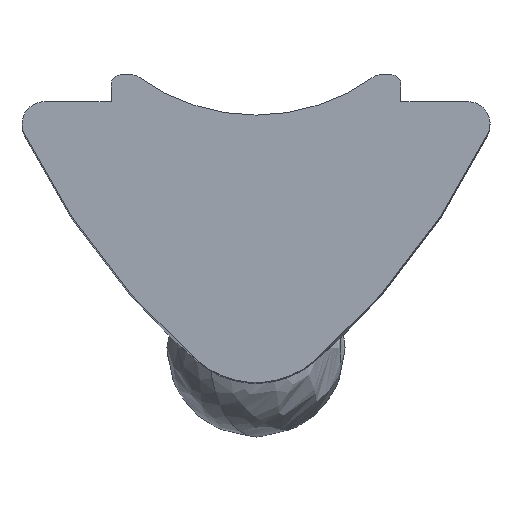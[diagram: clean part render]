
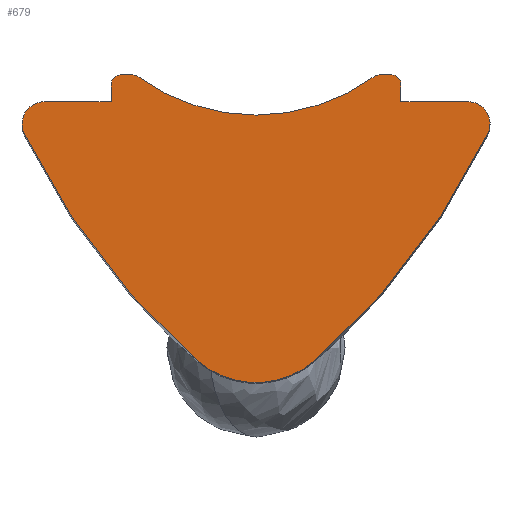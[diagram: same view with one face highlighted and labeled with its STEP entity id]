
A CAD part, top view. The second image highlights one B-rep face of the part: STEP entity #679.
In plain terms, the highlighted planar face has unit normal (0, 0, 1).
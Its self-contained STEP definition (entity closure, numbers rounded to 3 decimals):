
#8 = ORIENTED_EDGE ( 'NONE', *, *, #1891, .T. ) ;
#47 = VERTEX_POINT ( 'NONE', #692 ) ;
#139 = VERTEX_POINT ( 'NONE', #705 ) ;
#140 = EDGE_LOOP ( 'NONE', ( #954, #1044, #359, #904, #8, #677, #2557, #2044, #1171, #425, #934, #400, #465, #2458, #464, #511, #503 ) ) ;
#206 = DIRECTION ( 'NONE',  ( -1., 0., 0. ) ) ;
#263 = DIRECTION ( 'NONE',  ( -1., 0., 0. ) ) ;
#270 = CIRCLE ( 'NONE', #1073, 2. ) ;
#273 = DIRECTION ( 'NONE',  ( 0., 0., -1. ) ) ;
#312 = CARTESIAN_POINT ( 'NONE',  ( -2.766, 0.4, 8.5 ) ) ;
#359 = ORIENTED_EDGE ( 'NONE', *, *, #1870, .T. ) ;
#364 = VERTEX_POINT ( 'NONE', #2733 ) ;
#365 = VERTEX_POINT ( 'NONE', #2053 ) ;
#373 = CARTESIAN_POINT ( 'NONE',  ( 3.05, 0.6, 8.5 ) ) ;
#400 = ORIENTED_EDGE ( 'NONE', *, *, #1966, .T. ) ;
#403 = AXIS2_PLACEMENT_3D ( 'NONE', #1241, #1238, #1237 ) ;
#415 = VERTEX_POINT ( 'NONE', #373 ) ;
#425 = ORIENTED_EDGE ( 'NONE', *, *, #1922, .T. ) ;
#428 = VERTEX_POINT ( 'NONE', #689 ) ;
#430 = CIRCLE ( 'NONE', #1072, 16. ) ;
#439 = CARTESIAN_POINT ( 'NONE',  ( -5.25, -0.5, 8.5 ) ) ;
#457 = VERTEX_POINT ( 'NONE', #2374 ) ;
#464 = ORIENTED_EDGE ( 'NONE', *, *, #2442, .F. ) ;
#465 = ORIENTED_EDGE ( 'NONE', *, *, #1821, .T. ) ;
#470 = FACE_OUTER_BOUND ( 'NONE', #140, .T. ) ;
#489 = DIRECTION ( 'NONE',  ( -1., 0., 0. ) ) ;
#495 = DIRECTION ( 'NONE',  ( -1., 0., 0. ) ) ;
#503 = ORIENTED_EDGE ( 'NONE', *, *, #1875, .F. ) ;
#508 = CARTESIAN_POINT ( 'NONE',  ( 4.75, 0., 8.5 ) ) ;
#511 = ORIENTED_EDGE ( 'NONE', *, *, #916, .T. ) ;
#596 = CARTESIAN_POINT ( 'NONE',  ( 3.25, 0., 8.5 ) ) ;
#655 = VERTEX_POINT ( 'NONE', #1320 ) ;
#657 = VECTOR ( 'NONE', #2407, 1000. ) ;
#658 = DIRECTION ( 'NONE',  ( 0., 1., 0. ) ) ;
#677 = ORIENTED_EDGE ( 'NONE', *, *, #1749, .T. ) ;
#679 = ADVANCED_FACE ( 'NONE', ( #470 ), #1268, .T. ) ;
#689 = CARTESIAN_POINT ( 'NONE',  ( 1.315, -5.807, 8.5 ) ) ;
#692 = CARTESIAN_POINT ( 'NONE',  ( 3.25, 0.4, 8.5 ) ) ;
#705 = CARTESIAN_POINT ( 'NONE',  ( -3.25, 0., 8.5 ) ) ;
#752 = CARTESIAN_POINT ( 'NONE',  ( -4.75, 0., 8.5 ) ) ;
#756 = CIRCLE ( 'NONE', #1096, 0.5 ) ;
#822 = CIRCLE ( 'NONE', #1097, 0.2 ) ;
#830 = VECTOR ( 'NONE', #1978, 1000. ) ;
#847 = DIRECTION ( 'NONE',  ( 0., 0., -1. ) ) ;
#874 = LINE ( 'NONE', #2431, #657 ) ;
#899 = VERTEX_POINT ( 'NONE', #2405 ) ;
#904 = ORIENTED_EDGE ( 'NONE', *, *, #1761, .F. ) ;
#916 = EDGE_CURVE ( 'NONE', #415, #655, #2255, .T. ) ;
#923 = VERTEX_POINT ( 'NONE', #2389 ) ;
#934 = ORIENTED_EDGE ( 'NONE', *, *, #1961, .F. ) ;
#954 = ORIENTED_EDGE ( 'NONE', *, *, #1853, .T. ) ;
#980 = AXIS2_PLACEMENT_3D ( 'NONE', #1169, #847, #206 ) ;
#985 = LINE ( 'NONE', #1894, #830 ) ;
#995 = AXIS2_PLACEMENT_3D ( 'NONE', #2568, #2558, #2179 ) ;
#1020 = CIRCLE ( 'NONE', #1103, 4.5 ) ;
#1024 = AXIS2_PLACEMENT_3D ( 'NONE', #1071, #2721, #2571 ) ;
#1044 = ORIENTED_EDGE ( 'NONE', *, *, #1840, .F. ) ;
#1071 = CARTESIAN_POINT ( 'NONE',  ( -9.203, 6.25, 8.5 ) ) ;
#1072 = AXIS2_PLACEMENT_3D ( 'NONE', #1597, #1593, #1578 ) ;
#1073 = AXIS2_PLACEMENT_3D ( 'NONE', #1660, #1651, #1649 ) ;
#1096 = AXIS2_PLACEMENT_3D ( 'NONE', #2368, #2358, #2331 ) ;
#1097 = AXIS2_PLACEMENT_3D ( 'NONE', #2768, #2759, #2753 ) ;
#1103 = AXIS2_PLACEMENT_3D ( 'NONE', #2007, #1794, #1988 ) ;
#1113 = AXIS2_PLACEMENT_3D ( 'NONE', #312, #273, #263 ) ;
#1169 = CARTESIAN_POINT ( 'NONE',  ( 3.05, 0.4, 8.5 ) ) ;
#1171 = ORIENTED_EDGE ( 'NONE', *, *, #1924, .T. ) ;
#1175 = CIRCLE ( 'NONE', #1113, 0.2 ) ;
#1192 = AXIS2_PLACEMENT_3D ( 'NONE', #2285, #2281, #2277 ) ;
#1237 = DIRECTION ( 'NONE',  ( 1., 0., 0. ) ) ;
#1238 = DIRECTION ( 'NONE',  ( 0., 0., 1. ) ) ;
#1239 = VECTOR ( 'NONE', #495, 1000. ) ;
#1241 = CARTESIAN_POINT ( 'NONE',  ( -4.75, -0.5, 8.5 ) ) ;
#1242 = VERTEX_POINT ( 'NONE', #2310 ) ;
#1268 = PLANE ( 'NONE',  #403 ) ;
#1298 = AXIS2_PLACEMENT_3D ( 'NONE', #1539, #1533, #1531 ) ;
#1320 = CARTESIAN_POINT ( 'NONE',  ( 2.766, 0.6, 8.5 ) ) ;
#1357 = VECTOR ( 'NONE', #658, 1000. ) ;
#1386 = EDGE_CURVE ( 'NONE', #364, #2302, #2241, .T. ) ;
#1418 = CIRCLE ( 'NONE', #1024, 16. ) ;
#1426 = LINE ( 'NONE', #596, #1357 ) ;
#1451 = CIRCLE ( 'NONE', #995, 0.5 ) ;
#1531 = DIRECTION ( 'NONE',  ( -1., 0., 0. ) ) ;
#1533 = DIRECTION ( 'NONE',  ( 0., 0., -1. ) ) ;
#1539 = CARTESIAN_POINT ( 'NONE',  ( -3.05, 0.4, 8.5 ) ) ;
#1578 = DIRECTION ( 'NONE',  ( -1., 0., 0. ) ) ;
#1593 = DIRECTION ( 'NONE',  ( 0., 0., 1. ) ) ;
#1597 = CARTESIAN_POINT ( 'NONE',  ( 9.203, 6.25, 8.5 ) ) ;
#1632 = CARTESIAN_POINT ( 'NONE',  ( 4.75, 0., 8.5 ) ) ;
#1649 = DIRECTION ( 'NONE',  ( -1., 0., 0. ) ) ;
#1651 = DIRECTION ( 'NONE',  ( 0., 0., 1. ) ) ;
#1660 = CARTESIAN_POINT ( 'NONE',  ( 0., -4.3, 8.5 ) ) ;
#1669 = CARTESIAN_POINT ( 'NONE',  ( 2.648, 0.562, 8.5 ) ) ;
#1703 = LINE ( 'NONE', #508, #1239 ) ;
#1736 = VERTEX_POINT ( 'NONE', #1834 ) ;
#1745 = CIRCLE ( 'NONE', #980, 0.2 ) ;
#1749 = EDGE_CURVE ( 'NONE', #139, #2562, #1795, .T. ) ;
#1754 = VECTOR ( 'NONE', #1818, 1000. ) ;
#1761 = EDGE_CURVE ( 'NONE', #2341, #457, #1786, .T. ) ;
#1786 = CIRCLE ( 'NONE', #1298, 0.2 ) ;
#1794 = DIRECTION ( 'NONE',  ( 0., 0., -1. ) ) ;
#1795 = LINE ( 'NONE', #1835, #1754 ) ;
#1811 = EDGE_CURVE ( 'NONE', #923, #47, #1426, .T. ) ;
#1818 = DIRECTION ( 'NONE',  ( -1., 0., 0. ) ) ;
#1821 = EDGE_CURVE ( 'NONE', #2017, #923, #1703, .T. ) ;
#1834 = CARTESIAN_POINT ( 'NONE',  ( -2.766, 0.6, 8.5 ) ) ;
#1835 = CARTESIAN_POINT ( 'NONE',  ( -3.25, 0., 8.5 ) ) ;
#1840 = EDGE_CURVE ( 'NONE', #1736, #1242, #1175, .T. ) ;
#1853 = EDGE_CURVE ( 'NONE', #1926, #1242, #1020, .T. ) ;
#1870 = EDGE_CURVE ( 'NONE', #1736, #457, #985, .T. ) ;
#1875 = EDGE_CURVE ( 'NONE', #1926, #655, #822, .T. ) ;
#1891 = EDGE_CURVE ( 'NONE', #2341, #139, #874, .T. ) ;
#1892 = EDGE_CURVE ( 'NONE', #2302, #2562, #756, .T. ) ;
#1894 = CARTESIAN_POINT ( 'NONE',  ( -3.25, 0.6, 8.5 ) ) ;
#1922 = EDGE_CURVE ( 'NONE', #899, #428, #270, .T. ) ;
#1924 = EDGE_CURVE ( 'NONE', #364, #899, #430, .T. ) ;
#1926 = VERTEX_POINT ( 'NONE', #1669 ) ;
#1961 = EDGE_CURVE ( 'NONE', #365, #428, #1418, .T. ) ;
#1966 = EDGE_CURVE ( 'NONE', #365, #2017, #1451, .T. ) ;
#1978 = DIRECTION ( 'NONE',  ( -1., 0., 0. ) ) ;
#1988 = DIRECTION ( 'NONE',  ( -1., 0., 0. ) ) ;
#2007 = CARTESIAN_POINT ( 'NONE',  ( 0., 4.2, 8.5 ) ) ;
#2017 = VERTEX_POINT ( 'NONE', #1632 ) ;
#2044 = ORIENTED_EDGE ( 'NONE', *, *, #1386, .F. ) ;
#2053 = CARTESIAN_POINT ( 'NONE',  ( 5.2, -0.718, 8.5 ) ) ;
#2179 = DIRECTION ( 'NONE',  ( -1., 0., 0. ) ) ;
#2227 = VECTOR ( 'NONE', #489, 1000. ) ;
#2241 = CIRCLE ( 'NONE', #1192, 0.5 ) ;
#2255 = LINE ( 'NONE', #2395, #2227 ) ;
#2277 = DIRECTION ( 'NONE',  ( -1., 0., 0. ) ) ;
#2281 = DIRECTION ( 'NONE',  ( 0., 0., -1. ) ) ;
#2285 = CARTESIAN_POINT ( 'NONE',  ( -4.75, -0.5, 8.5 ) ) ;
#2302 = VERTEX_POINT ( 'NONE', #439 ) ;
#2310 = CARTESIAN_POINT ( 'NONE',  ( -2.648, 0.562, 8.5 ) ) ;
#2331 = DIRECTION ( 'NONE',  ( -1., 0., 0. ) ) ;
#2341 = VERTEX_POINT ( 'NONE', #2364 ) ;
#2358 = DIRECTION ( 'NONE',  ( 0., 0., -1. ) ) ;
#2364 = CARTESIAN_POINT ( 'NONE',  ( -3.25, 0.4, 8.5 ) ) ;
#2368 = CARTESIAN_POINT ( 'NONE',  ( -4.75, -0.5, 8.5 ) ) ;
#2374 = CARTESIAN_POINT ( 'NONE',  ( -3.05, 0.6, 8.5 ) ) ;
#2389 = CARTESIAN_POINT ( 'NONE',  ( 3.25, 0., 8.5 ) ) ;
#2395 = CARTESIAN_POINT ( 'NONE',  ( 3.25, 0.6, 8.5 ) ) ;
#2405 = CARTESIAN_POINT ( 'NONE',  ( -1.315, -5.807, 8.5 ) ) ;
#2407 = DIRECTION ( 'NONE',  ( 0., -1., 0. ) ) ;
#2431 = CARTESIAN_POINT ( 'NONE',  ( -3.25, 0., 8.5 ) ) ;
#2442 = EDGE_CURVE ( 'NONE', #415, #47, #1745, .T. ) ;
#2458 = ORIENTED_EDGE ( 'NONE', *, *, #1811, .T. ) ;
#2557 = ORIENTED_EDGE ( 'NONE', *, *, #1892, .F. ) ;
#2558 = DIRECTION ( 'NONE',  ( 0., 0., 1. ) ) ;
#2562 = VERTEX_POINT ( 'NONE', #752 ) ;
#2568 = CARTESIAN_POINT ( 'NONE',  ( 4.75, -0.5, 8.5 ) ) ;
#2571 = DIRECTION ( 'NONE',  ( -1., 0., 0. ) ) ;
#2721 = DIRECTION ( 'NONE',  ( 0., 0., -1. ) ) ;
#2733 = CARTESIAN_POINT ( 'NONE',  ( -5.2, -0.718, 8.5 ) ) ;
#2753 = DIRECTION ( 'NONE',  ( -1., 0., 0. ) ) ;
#2759 = DIRECTION ( 'NONE',  ( 0., 0., -1. ) ) ;
#2768 = CARTESIAN_POINT ( 'NONE',  ( 2.766, 0.4, 8.5 ) ) ;
